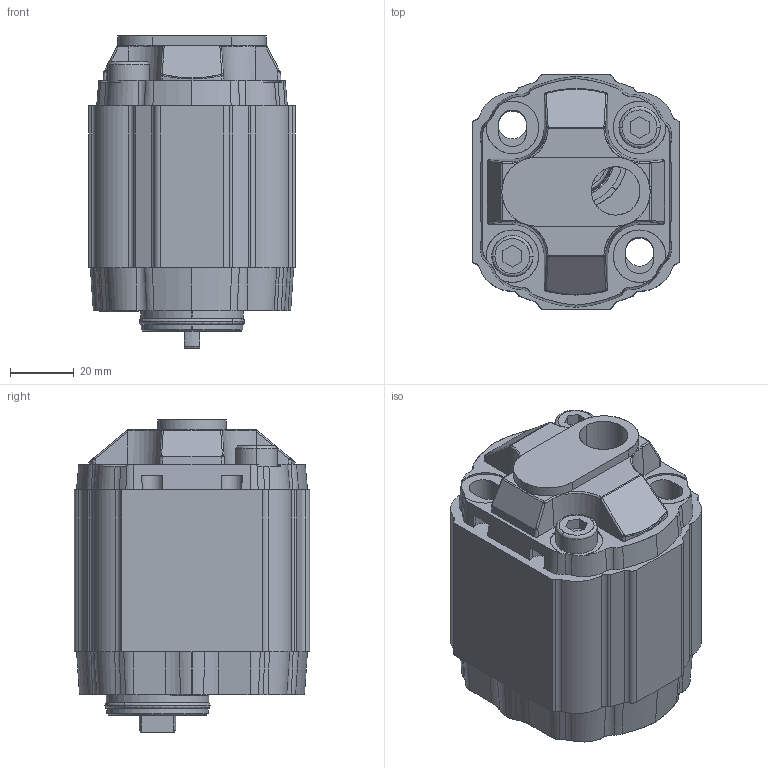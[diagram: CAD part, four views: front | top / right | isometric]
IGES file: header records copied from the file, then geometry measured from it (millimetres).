
Start section: SolidWorks IGES file using analytic representation for surfaces
Global section: file name: OT100 P49 D N 14 B2.igs; native system: SolidWorks 2014; preprocessor: SolidWorks 2014; author: serviziopdm; date: 161214.102421; units: millimetre
Bounding box: 65 x 74 x 98.2 mm (x, y, z)
Surface area: 38848.8 mm2 (no closed solid volume)
Topology: 0 solids, 0 shells, 428 faces, 5158 edges, 5148 vertices
Faces by surface type: revolution 256, bspline 172
